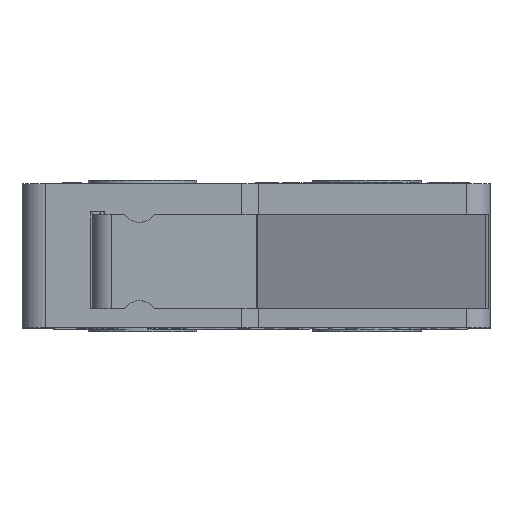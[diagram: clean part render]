
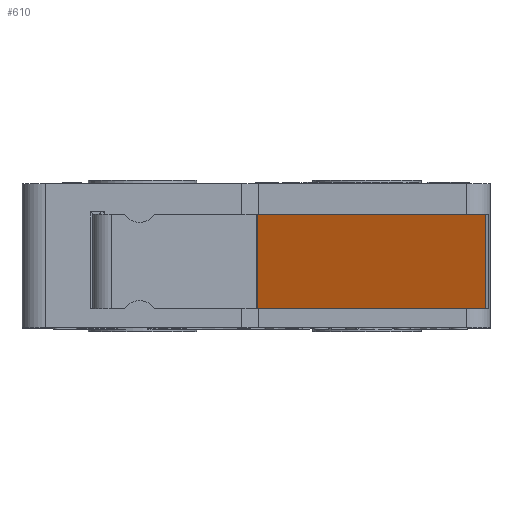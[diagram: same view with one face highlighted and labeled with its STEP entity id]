
A CAD part, top view. The second image highlights one B-rep face of the part: STEP entity #610.
In plain terms, the highlighted planar face has unit normal (-0.424, 0, 0.906).
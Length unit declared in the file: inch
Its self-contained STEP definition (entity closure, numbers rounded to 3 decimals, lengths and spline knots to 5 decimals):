
#375=CARTESIAN_POINT('',(0.57067,-0.20866,0.52619));
#376=VERTEX_POINT('',#375);
#383=CARTESIAN_POINT('',(0.19067,-0.20866,0.34829));
#384=VERTEX_POINT('',#383);
#385=CARTESIAN_POINT('',(0.19067,-0.20866,0.34829));
#386=DIRECTION('',(0.906,0.,0.424));
#387=VECTOR('',#386,0.41958);
#388=LINE('',#385,#387);
#389=EDGE_CURVE('',#384,#376,#388,.T.);
#568=CARTESIAN_POINT('',(0.57067,-0.05118,0.52619));
#569=VERTEX_POINT('',#568);
#576=CARTESIAN_POINT('',(0.57067,-0.20866,0.52619));
#577=DIRECTION('',(0.0,1.0,0.0));
#578=VECTOR('',#577,0.15748);
#579=LINE('',#576,#578);
#580=EDGE_CURVE('',#376,#569,#579,.T.);
#587=CARTESIAN_POINT('',(0.17167,-0.21654,0.3394));
#588=DIRECTION('',(-0.424,0.,0.906));
#589=DIRECTION('',(0.906,0.0,0.424));
#590=AXIS2_PLACEMENT_3D('',#587,#588,#589);
#591=PLANE('',#590);
#592=CARTESIAN_POINT('',(0.19067,-0.05118,0.34829));
#593=VERTEX_POINT('',#592);
#594=CARTESIAN_POINT('',(0.57067,-0.05118,0.52619));
#595=DIRECTION('',(-0.906,0.,-0.424));
#596=VECTOR('',#595,0.41958);
#597=LINE('',#594,#596);
#598=EDGE_CURVE('',#569,#593,#597,.T.);
#599=ORIENTED_EDGE('',*,*,#598,.T.);
#600=CARTESIAN_POINT('',(0.19067,-0.20866,0.34829));
#601=DIRECTION('',(0.0,1.0,0.0));
#602=VECTOR('',#601,0.15748);
#603=LINE('',#600,#602);
#604=EDGE_CURVE('',#384,#593,#603,.T.);
#605=ORIENTED_EDGE('',*,*,#604,.F.);
#606=ORIENTED_EDGE('',*,*,#389,.T.);
#607=ORIENTED_EDGE('',*,*,#580,.T.);
#608=EDGE_LOOP('',(#599,#605,#606,#607));
#609=FACE_OUTER_BOUND('',#608,.T.);
#610=ADVANCED_FACE('',(#609),#591,.T.);
